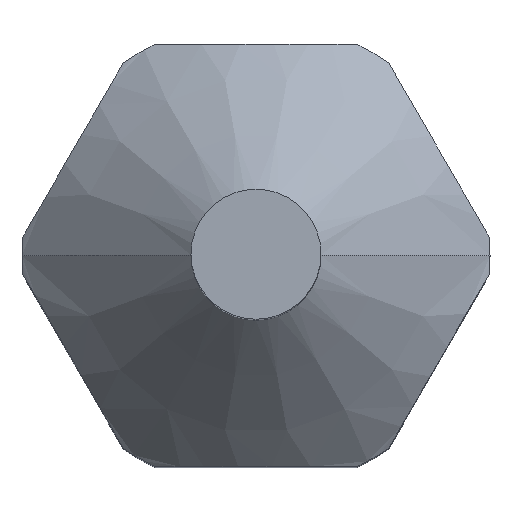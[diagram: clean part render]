
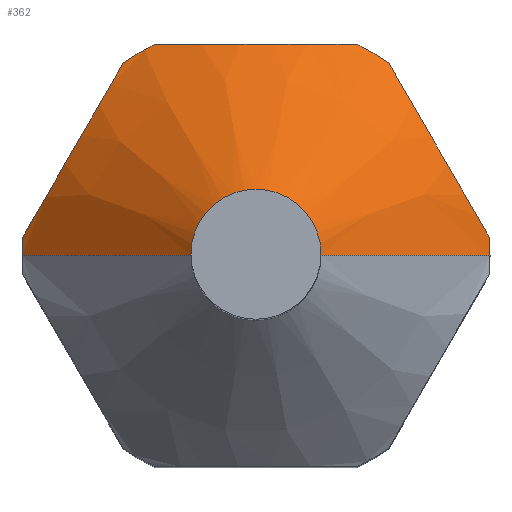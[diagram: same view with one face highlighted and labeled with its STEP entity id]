
A CAD part, top view. The second image highlights one B-rep face of the part: STEP entity #362.
In plain terms, the highlighted conical face has half-angle 45 degrees and reference radius 4.6 mm.
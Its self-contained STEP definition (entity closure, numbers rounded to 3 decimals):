
#260=EDGE_CURVE('',#508,#406,#649,.T.);
#284=VERTEX_POINT('',#677);
#330=VERTEX_POINT('',#730);
#362=ADVANCED_FACE('',(#765),#766,.T.);
#382=VERTEX_POINT('',#787);
#396=EDGE_CURVE('',#436,#284,#804,.T.);
#402=EDGE_CURVE('',#416,#284,#811,.T.);
#406=VERTEX_POINT('',#816);
#416=VERTEX_POINT('',#827);
#418=EDGE_CURVE('',#382,#550,#829,.T.);
#428=VERTEX_POINT('',#840);
#436=VERTEX_POINT('',#848);
#446=VERTEX_POINT('',#859);
#450=EDGE_CURVE('',#446,#508,#864,.T.);
#452=EDGE_CURVE('',#436,#330,#866,.T.);
#472=EDGE_CURVE('',#406,#428,#887,.T.);
#474=EDGE_CURVE('',#446,#330,#889,.T.);
#508=VERTEX_POINT('',#927);
#550=VERTEX_POINT('',#972);
#556=EDGE_CURVE('',#382,#428,#978,.T.);
#566=EDGE_CURVE('',#416,#550,#988,.T.);
#649=CIRCLE('',#1126,2.0);
#677=CARTESIAN_POINT('',(3.097,6.5,16.8));
#730=CARTESIAN_POINT('',(7.178,0.568,16.8));
#765=FACE_OUTER_BOUND('',#1310,.T.);
#766=CONICAL_SURFACE('',#1311,4.6,0.785);
#787=CARTESIAN_POINT('',(-7.178,0.568,16.8));
#804=CIRCLE('',#1364,7.2);
#811=(B_SPLINE_CURVE(2,(#1373,#1374,#1375),.UNSPECIFIED.,.F.,.F.)B_SPLINE_CURVE_WITH_KNOTS((3,3),(0.0,6.35),.UNSPECIFIED.)RATIONAL_B_SPLINE_CURVE((1.0,1.108,1.0))BOUNDED_CURVE()REPRESENTATION_ITEM('')GEOMETRIC_REPRESENTATION_ITEM()CURVE());
#816=CARTESIAN_POINT('',(-2.0,0.,22.0));
#827=CARTESIAN_POINT('',(-3.097,6.5,16.8));
#829=(B_SPLINE_CURVE(2,(#1405,#1406,#1407),.UNSPECIFIED.,.F.,.F.)B_SPLINE_CURVE_WITH_KNOTS((3,3),(0.0,6.35),.UNSPECIFIED.)RATIONAL_B_SPLINE_CURVE((1.0,1.108,1.0))BOUNDED_CURVE()REPRESENTATION_ITEM('')GEOMETRIC_REPRESENTATION_ITEM()CURVE());
#840=CARTESIAN_POINT('',(-7.2,0.,16.8));
#848=CARTESIAN_POINT('',(4.081,5.932,16.8));
#859=CARTESIAN_POINT('',(7.2,0.,16.8));
#864=LINE('',#1465,#1466);
#866=(B_SPLINE_CURVE(2,(#1470,#1471,#1472),.UNSPECIFIED.,.F.,.F.)B_SPLINE_CURVE_WITH_KNOTS((3,3),(0.0,6.35),.UNSPECIFIED.)RATIONAL_B_SPLINE_CURVE((1.0,1.108,1.0))BOUNDED_CURVE()REPRESENTATION_ITEM('')GEOMETRIC_REPRESENTATION_ITEM()CURVE());
#887=LINE('',#1514,#1515);
#889=CIRCLE('',#1518,7.2);
#927=CARTESIAN_POINT('',(2.0,0.,22.0));
#972=CARTESIAN_POINT('',(-4.081,5.932,16.8));
#978=CIRCLE('',#1656,7.2);
#988=CIRCLE('',#1677,7.2);
#1126=AXIS2_PLACEMENT_3D('',#1766,#1767,#1768);
#1310=EDGE_LOOP('',(#1917,#1918,#1919,#1920,#1921,#1922,#1923,#1924,#1925,#1926));
#1311=AXIS2_PLACEMENT_3D('',#1927,#1928,#1929);
#1364=AXIS2_PLACEMENT_3D('',#1978,#1979,#1980);
#1373=CARTESIAN_POINT('',(-3.097,6.5,16.8));
#1374=CARTESIAN_POINT('',(0.,6.5,18.132));
#1375=CARTESIAN_POINT('',(3.097,6.5,16.8));
#1405=CARTESIAN_POINT('',(-7.178,0.568,16.8));
#1406=CARTESIAN_POINT('',(-5.629,3.25,18.132));
#1407=CARTESIAN_POINT('',(-4.081,5.932,16.8));
#1465=CARTESIAN_POINT('',(4.6,0.,19.4));
#1466=VECTOR('',#2039,1.0);
#1470=CARTESIAN_POINT('',(4.081,5.932,16.8));
#1471=CARTESIAN_POINT('',(5.629,3.25,18.132));
#1472=CARTESIAN_POINT('',(7.178,0.568,16.8));
#1514=CARTESIAN_POINT('',(-4.6,0.,19.4));
#1515=VECTOR('',#2055,1.0);
#1518=AXIS2_PLACEMENT_3D('',#2056,#2057,#2058);
#1656=AXIS2_PLACEMENT_3D('',#2149,#2150,#2151);
#1677=AXIS2_PLACEMENT_3D('',#2152,#2153,#2154);
#1766=CARTESIAN_POINT('',(0.,0.,22.0));
#1767=DIRECTION('',(0.,0.,1.0));
#1768=DIRECTION('',(-1.0,0.,0.0));
#1917=ORIENTED_EDGE('',*,*,#472,.F.);
#1918=ORIENTED_EDGE('',*,*,#260,.F.);
#1919=ORIENTED_EDGE('',*,*,#450,.F.);
#1920=ORIENTED_EDGE('',*,*,#474,.T.);
#1921=ORIENTED_EDGE('',*,*,#452,.F.);
#1922=ORIENTED_EDGE('',*,*,#396,.T.);
#1923=ORIENTED_EDGE('',*,*,#402,.F.);
#1924=ORIENTED_EDGE('',*,*,#566,.T.);
#1925=ORIENTED_EDGE('',*,*,#418,.F.);
#1926=ORIENTED_EDGE('',*,*,#556,.T.);
#1927=CARTESIAN_POINT('',(0.,0.,19.4));
#1928=DIRECTION('',(0.,0.,-1.0));
#1929=DIRECTION('',(-1.0,0.,0.0));
#1978=CARTESIAN_POINT('',(0.,0.,16.8));
#1979=DIRECTION('',(0.,0.,1.0));
#1980=DIRECTION('',(-1.0,0.,0.0));
#2039=DIRECTION('',(-0.707,0.,0.707));
#2055=DIRECTION('',(-0.707,0.,-0.707));
#2056=CARTESIAN_POINT('',(0.,0.,16.8));
#2057=DIRECTION('',(0.,0.,1.0));
#2058=DIRECTION('',(-1.0,0.,0.0));
#2149=CARTESIAN_POINT('',(0.,0.,16.8));
#2150=DIRECTION('',(0.,0.,1.0));
#2151=DIRECTION('',(-1.0,0.,0.0));
#2152=CARTESIAN_POINT('',(0.,0.,16.8));
#2153=DIRECTION('',(0.,0.,1.0));
#2154=DIRECTION('',(-1.0,0.,0.0));
